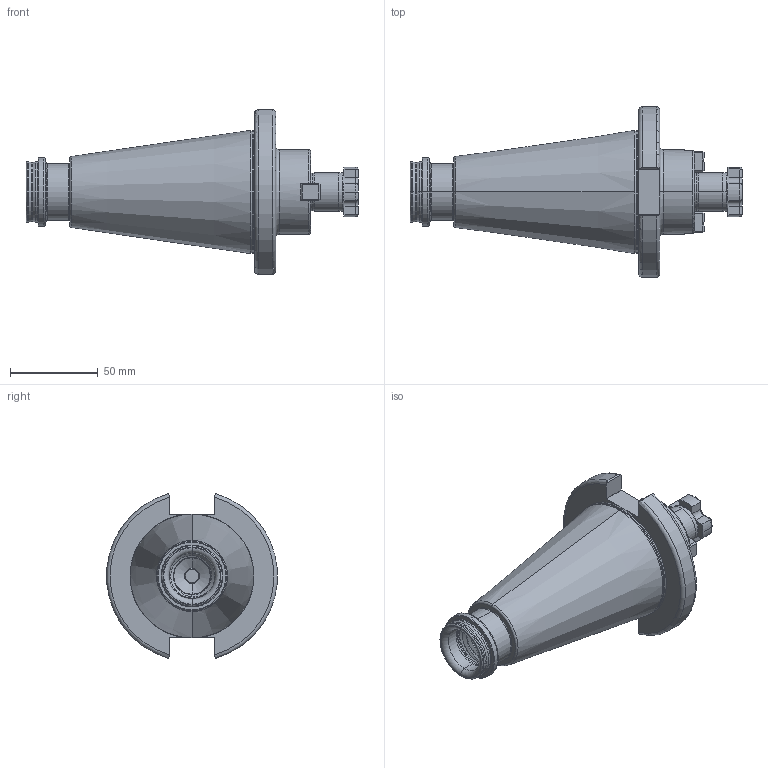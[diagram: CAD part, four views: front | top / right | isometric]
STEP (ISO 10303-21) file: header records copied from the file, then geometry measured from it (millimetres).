
FILE_DESCRIPTION (( 'STEP AP203' ), '1' );
FILE_NAME ('501.11.22.STEP', '2016-11-26T05:32:08', ( '' ), ( '' ), 'SwSTEP 2.0', 'SolidWorks 2012', '' );
FILE_SCHEMA (( 'CONFIG_CONTROL_DESIGN' ));
Length unit declared in the file: millimetre
Products named in the file (5): 501.11.22; 面銑刀墊塊22; 102.11.22_M4xP0.7-12L; 十字螺絲FMB22
Assembly tree (6 placements, depth 2):
  501.11.22
    501.11.22
    十字螺絲FMB22
    面銑刀墊塊22  x2
    102.11.22_M4xP0.7-12L  x2
Bounding box: 188.8 x 96.94 x 93.38 mm (x, y, z)
Volume: 357508.9 mm3; surface area: 58591.7 mm2
Topology: 6 solids, 6 shells, 502 faces, 1266 edges, 782 vertices
Faces by surface type: cylinder 229, plane 134, torus 66, cone 53, bspline 20
Entity records: 24874 total; most frequent: CARTESIAN_POINT 15460, ORIENTED_EDGE 2034, DIRECTION 1719, EDGE_CURVE 1017, AXIS2_PLACEMENT_3D 668, VERTEX_POINT 632, EDGE_LOOP 413, FACE_OUTER_BOUND 401
